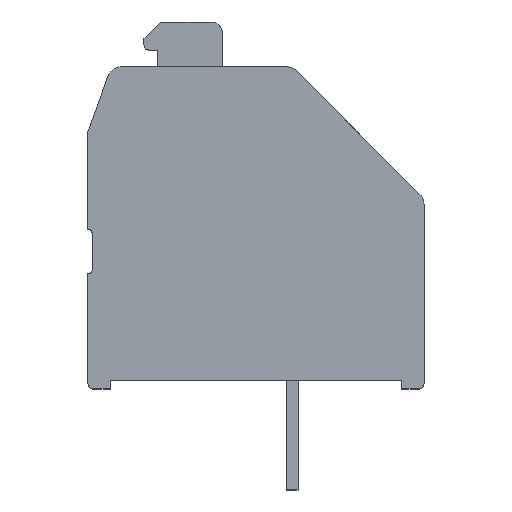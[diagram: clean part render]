
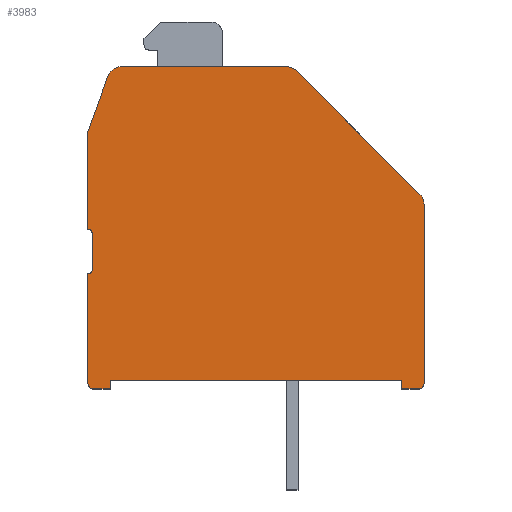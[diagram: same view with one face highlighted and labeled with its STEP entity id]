
A CAD part, top view. The second image highlights one B-rep face of the part: STEP entity #3983.
In plain terms, the highlighted planar face has unit normal (0, 0, 1).
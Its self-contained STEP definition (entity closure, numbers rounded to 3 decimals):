
#20=CIRCLE('',#4068,0.5);
#47=CIRCLE('',#4150,0.15);
#49=CIRCLE('',#4154,0.15);
#51=CIRCLE('',#4159,0.5);
#53=CIRCLE('',#4162,0.5);
#68=CIRCLE('',#4210,0.2);
#69=CIRCLE('',#4216,0.2);
#140=PLANE('',#4217);
#209=LINE('',#5172,#547);
#300=LINE('',#5395,#638);
#345=LINE('',#5505,#683);
#354=LINE('',#5524,#692);
#359=LINE('',#5538,#697);
#369=LINE('',#5560,#707);
#380=LINE('',#5580,#718);
#388=LINE('',#5601,#726);
#431=LINE('',#5722,#769);
#432=LINE('',#5724,#770);
#434=LINE('',#5728,#772);
#436=LINE('',#5732,#774);
#547=VECTOR('',#4348,1000.);
#638=VECTOR('',#4541,1000.);
#683=VECTOR('',#4632,1000.);
#692=VECTOR('',#4643,1000.);
#697=VECTOR('',#4656,1000.);
#707=VECTOR('',#4674,1000.);
#718=VECTOR('',#4687,1000.);
#726=VECTOR('',#4709,1000.);
#769=VECTOR('',#4848,1000.);
#770=VECTOR('',#4851,1000.);
#772=VECTOR('',#4855,1000.);
#774=VECTOR('',#4859,1000.);
#1389=ORIENTED_EDGE('',*,*,#1925,.T.);
#1390=ORIENTED_EDGE('',*,*,#1929,.F.);
#1391=ORIENTED_EDGE('',*,*,#1932,.T.);
#1392=ORIENTED_EDGE('',*,*,#1935,.F.);
#1393=ORIENTED_EDGE('',*,*,#1944,.T.);
#1394=ORIENTED_EDGE('',*,*,#2023,.T.);
#1395=ORIENTED_EDGE('',*,*,#2025,.T.);
#1396=ORIENTED_EDGE('',*,*,#2026,.T.);
#1397=ORIENTED_EDGE('',*,*,#1916,.T.);
#1398=ORIENTED_EDGE('',*,*,#2028,.T.);
#1399=ORIENTED_EDGE('',*,*,#2030,.T.);
#1400=ORIENTED_EDGE('',*,*,#2031,.T.);
#1401=ORIENTED_EDGE('',*,*,#1955,.T.);
#1402=ORIENTED_EDGE('',*,*,#1962,.T.);
#1403=ORIENTED_EDGE('',*,*,#1746,.T.);
#1404=ORIENTED_EDGE('',*,*,#1739,.T.);
#1405=ORIENTED_EDGE('',*,*,#1861,.T.);
#1406=ORIENTED_EDGE('',*,*,#1965,.T.);
#1407=ORIENTED_EDGE('',*,*,#1967,.T.);
#1739=EDGE_CURVE('',#2162,#2161,#20,.T.);
#1746=EDGE_CURVE('',#2167,#2162,#209,.T.);
#1861=EDGE_CURVE('',#2161,#2247,#300,.T.);
#1916=EDGE_CURVE('',#2290,#2289,#345,.T.);
#1925=EDGE_CURVE('',#2299,#2298,#354,.T.);
#1929=EDGE_CURVE('',#2301,#2298,#47,.T.);
#1932=EDGE_CURVE('',#2301,#2303,#359,.T.);
#1935=EDGE_CURVE('',#2305,#2303,#49,.T.);
#1944=EDGE_CURVE('',#2305,#2311,#369,.T.);
#1955=EDGE_CURVE('',#2320,#2319,#380,.T.);
#1962=EDGE_CURVE('',#2319,#2167,#51,.T.);
#1965=EDGE_CURVE('',#2247,#2325,#53,.T.);
#1967=EDGE_CURVE('',#2325,#2299,#388,.T.);
#2023=EDGE_CURVE('',#2311,#2354,#68,.T.);
#2025=EDGE_CURVE('',#2354,#2355,#431,.T.);
#2026=EDGE_CURVE('',#2355,#2290,#432,.T.);
#2028=EDGE_CURVE('',#2289,#2356,#434,.T.);
#2030=EDGE_CURVE('',#2356,#2357,#436,.T.);
#2031=EDGE_CURVE('',#2357,#2320,#69,.T.);
#2161=VERTEX_POINT('',#5157);
#2162=VERTEX_POINT('',#5159);
#2167=VERTEX_POINT('',#5173);
#2247=VERTEX_POINT('',#5394);
#2289=VERTEX_POINT('',#5504);
#2290=VERTEX_POINT('',#5506);
#2298=VERTEX_POINT('',#5523);
#2299=VERTEX_POINT('',#5525);
#2301=VERTEX_POINT('',#5531);
#2303=VERTEX_POINT('',#5537);
#2305=VERTEX_POINT('',#5543);
#2311=VERTEX_POINT('',#5559);
#2319=VERTEX_POINT('',#5579);
#2320=VERTEX_POINT('',#5581);
#2325=VERTEX_POINT('',#5597);
#2354=VERTEX_POINT('',#5717);
#2355=VERTEX_POINT('',#5721);
#2356=VERTEX_POINT('',#5727);
#2357=VERTEX_POINT('',#5731);
#2540=EDGE_LOOP('',(#1389,#1390,#1391,#1392,#1393,#1394,#1395,#1396,#1397,
#1398,#1399,#1400,#1401,#1402,#1403,#1404,#1405,#1406,#1407));
#2702=FACE_BOUND('',#2540,.T.);
#3983=ADVANCED_FACE('',(#2702),#140,.T.);
#4068=AXIS2_PLACEMENT_3D('',#5158,#4334,#4335);
#4150=AXIS2_PLACEMENT_3D('',#5532,#4650,#4651);
#4154=AXIS2_PLACEMENT_3D('',#5544,#4662,#4663);
#4159=AXIS2_PLACEMENT_3D('',#5592,#4697,#4698);
#4162=AXIS2_PLACEMENT_3D('',#5598,#4704,#4705);
#4210=AXIS2_PLACEMENT_3D('',#5718,#4843,#4844);
#4216=AXIS2_PLACEMENT_3D('',#5734,#4862,#4863);
#4217=AXIS2_PLACEMENT_3D('',#5735,#4864,#4865);
#4334=DIRECTION('',(0.,0.,1.));
#4335=DIRECTION('',(1.,0.,0.));
#4348=DIRECTION('',(-0.707,0.707,0.));
#4541=DIRECTION('',(-1.,0.,0.));
#4632=DIRECTION('',(1.,0.,0.));
#4643=DIRECTION('',(0.,-1.,0.));
#4650=DIRECTION('',(0.,0.,1.));
#4651=DIRECTION('',(1.,0.,0.));
#4656=DIRECTION('',(0.,-1.,0.));
#4662=DIRECTION('',(0.,0.,1.));
#4663=DIRECTION('',(1.,0.,0.));
#4674=DIRECTION('',(0.,-1.,0.));
#4687=DIRECTION('',(0.,1.,0.));
#4697=DIRECTION('',(0.,0.,1.));
#4698=DIRECTION('',(1.,0.,0.));
#4704=DIRECTION('',(0.,0.,1.));
#4705=DIRECTION('',(1.,0.,0.));
#4709=DIRECTION('',(-0.342,-0.94,0.));
#4843=DIRECTION('',(0.,0.,1.));
#4844=DIRECTION('',(1.,0.,0.));
#4848=DIRECTION('',(1.,0.,0.));
#4851=DIRECTION('',(0.,1.,0.));
#4855=DIRECTION('',(0.,-1.,0.));
#4859=DIRECTION('',(1.,0.,0.));
#4862=DIRECTION('',(0.,0.,1.));
#4863=DIRECTION('',(1.,0.,0.));
#4864=DIRECTION('',(0.,0.,1.));
#4865=DIRECTION('',(1.,0.,0.));
#5157=CARTESIAN_POINT('',(-0.207,11.5,9.));
#5158=CARTESIAN_POINT('',(-0.207,11.,9.));
#5159=CARTESIAN_POINT('',(0.146,11.354,9.));
#5172=CARTESIAN_POINT('',(4.554,6.946,9.));
#5173=CARTESIAN_POINT('',(4.554,6.946,9.));
#5394=CARTESIAN_POINT('',(-6.113,11.5,9.));
#5395=CARTESIAN_POINT('',(-0.207,11.5,9.));
#5504=CARTESIAN_POINT('',(3.9,0.3,9.));
#5505=CARTESIAN_POINT('',(-6.5,0.3,9.));
#5506=CARTESIAN_POINT('',(-6.5,0.3,9.));
#5523=CARTESIAN_POINT('',(-7.3,5.7,9.));
#5524=CARTESIAN_POINT('',(-7.3,9.2,9.));
#5525=CARTESIAN_POINT('',(-7.3,9.2,9.));
#5531=CARTESIAN_POINT('',(-7.15,5.55,9.));
#5532=CARTESIAN_POINT('',(-7.3,5.55,9.));
#5537=CARTESIAN_POINT('',(-7.15,4.25,9.));
#5538=CARTESIAN_POINT('',(-7.15,5.55,9.));
#5543=CARTESIAN_POINT('',(-7.3,4.1,9.));
#5544=CARTESIAN_POINT('',(-7.3,4.25,9.));
#5559=CARTESIAN_POINT('',(-7.3,0.2,9.));
#5560=CARTESIAN_POINT('',(-7.3,4.1,9.));
#5579=CARTESIAN_POINT('',(4.7,6.593,9.));
#5580=CARTESIAN_POINT('',(4.7,0.2,9.));
#5581=CARTESIAN_POINT('',(4.7,0.2,9.));
#5592=CARTESIAN_POINT('',(4.2,6.593,9.));
#5597=CARTESIAN_POINT('',(-6.583,11.171,9.));
#5598=CARTESIAN_POINT('',(-6.113,11.,9.));
#5601=CARTESIAN_POINT('',(-6.583,11.171,9.));
#5717=CARTESIAN_POINT('',(-7.1,0.,9.));
#5718=CARTESIAN_POINT('',(-7.1,0.2,9.));
#5721=CARTESIAN_POINT('',(-6.5,0.,9.));
#5722=CARTESIAN_POINT('',(-7.1,0.,9.));
#5724=CARTESIAN_POINT('',(-6.5,0.,9.));
#5727=CARTESIAN_POINT('',(3.9,0.,9.));
#5728=CARTESIAN_POINT('',(3.9,0.3,9.));
#5731=CARTESIAN_POINT('',(4.5,0.,9.));
#5732=CARTESIAN_POINT('',(3.9,0.,9.));
#5734=CARTESIAN_POINT('',(4.5,0.2,9.));
#5735=CARTESIAN_POINT('',(-7.3,5.55,9.));
